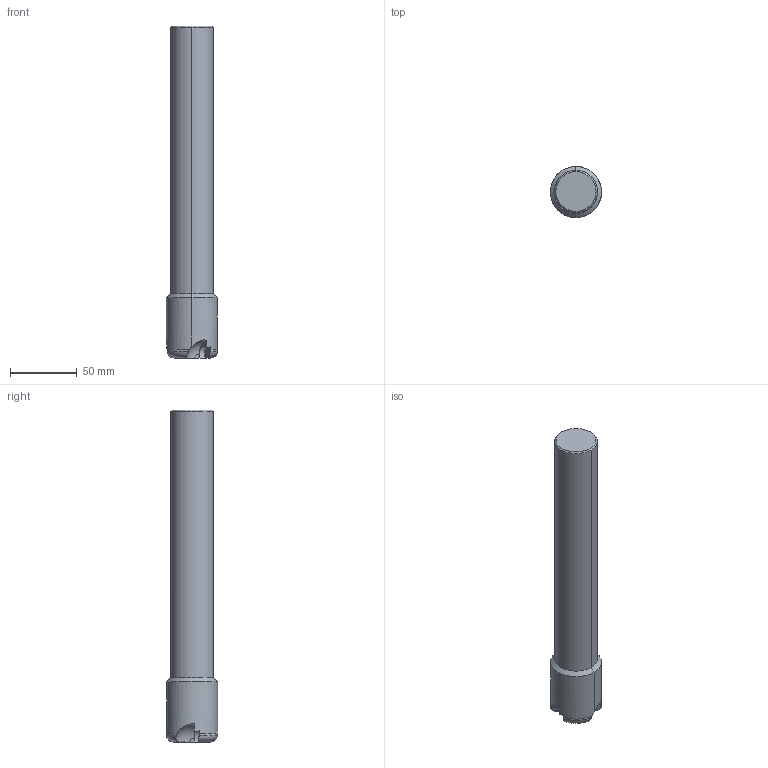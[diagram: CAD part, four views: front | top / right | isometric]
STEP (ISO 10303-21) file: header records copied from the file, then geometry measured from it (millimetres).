
FILE_DESCRIPTION(('no description'),'unknown implementation level');
FILE_NAME('solidGbfOi7hJ9KfK5ioZGR9IDOIflb4_1.STP',' ',('CIM GmbH Aachen'),('CADClick - KiM GmbH - www.kimweb.de'),'unknown preprocess','ACIS','unknown authorization');
FILE_SCHEMA(('automotive_design'));
Length unit declared in the file: millimetre
Products named in the file (1): 1
Bounding box: 38.18 x 38.22 x 248.1 mm (x, y, z)
Volume: 209872.9 mm3; surface area: 28031.4 mm2
Topology: 1 solids, 1 shells, 55 faces, 151 edges, 98 vertices
Faces by surface type: cylinder 24, plane 16, torus 11, cone 4
Entity records: 4393 total; most frequent: CARTESIAN_POINT 1289, STYLED_ITEM 305, PRESENTATION_STYLE_ASSIGNMENT 305, COLOUR_RGB 305, ORIENTED_EDGE 302, DIRECTION 297, EDGE_CURVE 151, CURVE_STYLE 151
